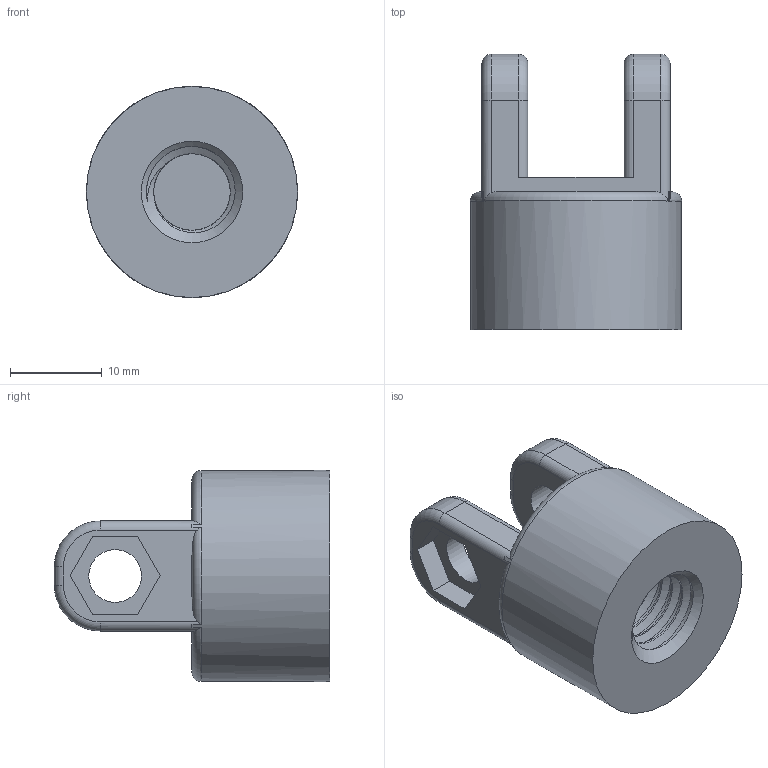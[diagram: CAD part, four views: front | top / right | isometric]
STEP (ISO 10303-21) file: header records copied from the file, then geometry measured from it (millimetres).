
FILE_DESCRIPTION(/* description */ (''),/* implementation_level */ '2;1');
FILE_NAME(/* name */ 'Micstand Mount v1.step',/* time_stamp */ '2020-09-23T02:09:44+02:00',/* author */ (''),/* organization */ (''),/* preprocessor_version */ 'ST-DEVELOPER v18.1',/* originating_system */ 'Autodesk Translation Framework v9.3.0.1241',/* authorisation */ '');
FILE_SCHEMA (('AUTOMOTIVE_DESIGN { 1 0 10303 214 3 1 1 }'));
Length unit declared in the file: millimetre
Products named in the file (1): Micstand Mount
Bounding box: 23 x 30 x 23 mm (x, y, z)
Volume: 6701.7 mm3; surface area: 3518.4 mm2
Topology: 1 solids, 1 shells, 81 faces, 215 edges, 138 vertices
Faces by surface type: cylinder 40, plane 26, torus 12, bspline 2, cone 1
Full cylindrical faces by diameter (mm): 5.75 x2, 8.34 x8, 9.925 x9, 23 x1
Entity records: 4799 total; most frequent: CARTESIAN_POINT 2815, ORIENTED_EDGE 430, DIRECTION 379, EDGE_CURVE 215, AXIS2_PLACEMENT_3D 145, VERTEX_POINT 138, LINE 89, VECTOR 89
